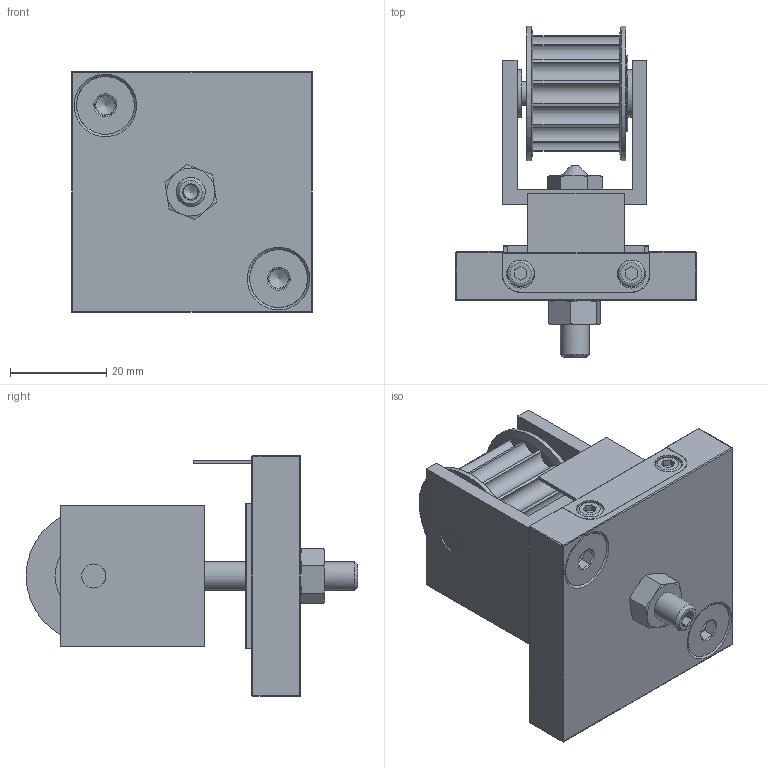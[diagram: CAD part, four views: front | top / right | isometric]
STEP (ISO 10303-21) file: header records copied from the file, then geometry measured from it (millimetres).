
FILE_DESCRIPTION(/* description */ ('Unknown'),/* implementation_level */ '2;1');
FILE_NAME(/* name */ 'A-0000107-Umlenkung50-HTD5-Z16',/* time_stamp */ '2020-03-19T14:53:44+01:00',/* author */ ('Unknown'),/* organization */ ('Unknown'),/* preprocessor_version */ 'ST-DEVELOPER v16.7',/* originating_system */ 'Solid Edge',/* authorisation */ 'Unknown');
FILE_SCHEMA (('AUTOMOTIVE_DESIGN {1 0 10303 214 3 1 1}'));
Length unit declared in the file: millimetre
Products named in the file (1): A-0000107-Umlenkung50-HTD5-Z16-dy
Bounding box: 49.95 x 68.89 x 49.95 mm (x, y, z)
Volume: 33813.3 mm3; surface area: 23599 mm2
Topology: 2 solids, 2 shells, 460 faces, 1110 edges, 692 vertices
Faces by surface type: plane 297, cylinder 95, cone 44, bspline 14, torus 7, sphere 3
Full cylindrical faces by diameter (mm): 2.997 x1, 3.197 x2, 4.995 x3, 5.295 x2, 5.495 x2, 5.794 x2, 5.994 x4, 6.194 x1, 6.394 x2, 8.492 x2, 8.5 x1, 9.99 x3, 11.988 x3, 13.187 x1, 13.2 x1, 15.984 x2, 27.972 x2
Entity records: 16840 total; most frequent: CARTESIAN_POINT 3375, DIRECTION 2110, ORIENTED_EDGE 2014, EDGE_CURVE 1007, AXIS2_PLACEMENT_3D 742, VERTEX_POINT 657, LINE 626, VECTOR 626
